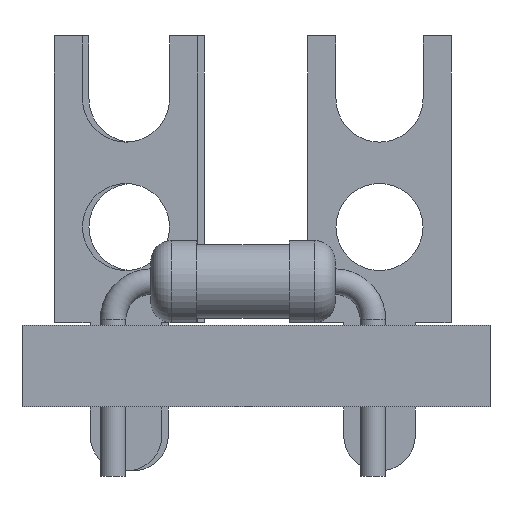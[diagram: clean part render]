
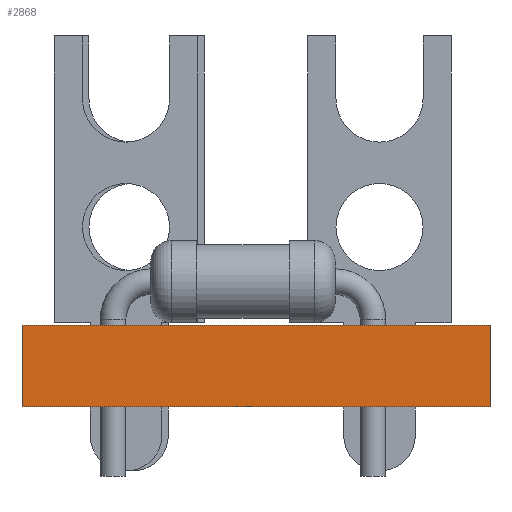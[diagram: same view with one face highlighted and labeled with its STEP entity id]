
A CAD part, front view. The second image highlights one B-rep face of the part: STEP entity #2868.
In plain terms, the highlighted planar face has unit normal (0, -1, 0).
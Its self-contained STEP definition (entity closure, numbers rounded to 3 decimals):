
#2687 = PLANE('',#2688);
#2688 = AXIS2_PLACEMENT_3D('',#2689,#2690,#2691);
#2689 = CARTESIAN_POINT('',(138.176,-93.218,0.));
#2690 = DIRECTION('',(1.,0.,0.));
#2691 = DIRECTION('',(0.,-1.,0.));
#2712 = VERTEX_POINT('',#2713);
#2713 = CARTESIAN_POINT('',(138.176,-106.68,1.6));
#2727 = PLANE('',#2728);
#2728 = AXIS2_PLACEMENT_3D('',#2729,#2730,#2731);
#2729 = CARTESIAN_POINT('',(142.748,-99.949,1.6));
#2730 = DIRECTION('',(0.,0.,1.));
#2731 = DIRECTION('',(1.,0.,0.));
#2739 = EDGE_CURVE('',#2740,#2712,#2742,.T.);
#2740 = VERTEX_POINT('',#2741);
#2741 = CARTESIAN_POINT('',(138.176,-106.68,0.));
#2742 = SURFACE_CURVE('',#2743,(#2747,#2754),.PCURVE_S1.);
#2743 = LINE('',#2744,#2745);
#2744 = CARTESIAN_POINT('',(138.176,-106.68,0.));
#2745 = VECTOR('',#2746,1.);
#2746 = DIRECTION('',(0.,0.,1.));
#2747 = PCURVE('',#2687,#2748);
#2748 = DEFINITIONAL_REPRESENTATION('',(#2749),#2753);
#2749 = LINE('',#2750,#2751);
#2750 = CARTESIAN_POINT('',(13.462,0.));
#2751 = VECTOR('',#2752,1.);
#2752 = DIRECTION('',(0.,-1.));
#2753 = ( GEOMETRIC_REPRESENTATION_CONTEXT(2) 
PARAMETRIC_REPRESENTATION_CONTEXT() REPRESENTATION_CONTEXT('2D SPACE',''
  ) );
#2754 = PCURVE('',#2755,#2760);
#2755 = PLANE('',#2756);
#2756 = AXIS2_PLACEMENT_3D('',#2757,#2758,#2759);
#2757 = CARTESIAN_POINT('',(138.176,-106.68,0.));
#2758 = DIRECTION('',(0.,1.,0.));
#2759 = DIRECTION('',(1.,0.,0.));
#2760 = DEFINITIONAL_REPRESENTATION('',(#2761),#2765);
#2761 = LINE('',#2762,#2763);
#2762 = CARTESIAN_POINT('',(0.,0.));
#2763 = VECTOR('',#2764,1.);
#2764 = DIRECTION('',(0.,-1.));
#2765 = ( GEOMETRIC_REPRESENTATION_CONTEXT(2) 
PARAMETRIC_REPRESENTATION_CONTEXT() REPRESENTATION_CONTEXT('2D SPACE',''
  ) );
#2781 = PLANE('',#2782);
#2782 = AXIS2_PLACEMENT_3D('',#2783,#2784,#2785);
#2783 = CARTESIAN_POINT('',(142.748,-99.949,0.));
#2784 = DIRECTION('',(0.,0.,1.));
#2785 = DIRECTION('',(1.,0.,0.));
#2814 = PLANE('',#2815);
#2815 = AXIS2_PLACEMENT_3D('',#2816,#2817,#2818);
#2816 = CARTESIAN_POINT('',(147.32,-106.68,0.));
#2817 = DIRECTION('',(-1.,0.,0.));
#2818 = DIRECTION('',(0.,1.,0.));
#2868 = ADVANCED_FACE('',(#2869),#2755,.F.);
#2869 = FACE_BOUND('',#2870,.F.);
#2870 = EDGE_LOOP('',(#2871,#2872,#2895,#2918));
#2871 = ORIENTED_EDGE('',*,*,#2739,.T.);
#2872 = ORIENTED_EDGE('',*,*,#2873,.T.);
#2873 = EDGE_CURVE('',#2712,#2874,#2876,.T.);
#2874 = VERTEX_POINT('',#2875);
#2875 = CARTESIAN_POINT('',(147.32,-106.68,1.6));
#2876 = SURFACE_CURVE('',#2877,(#2881,#2888),.PCURVE_S1.);
#2877 = LINE('',#2878,#2879);
#2878 = CARTESIAN_POINT('',(138.176,-106.68,1.6));
#2879 = VECTOR('',#2880,1.);
#2880 = DIRECTION('',(1.,0.,0.));
#2881 = PCURVE('',#2755,#2882);
#2882 = DEFINITIONAL_REPRESENTATION('',(#2883),#2887);
#2883 = LINE('',#2884,#2885);
#2884 = CARTESIAN_POINT('',(0.,-1.6));
#2885 = VECTOR('',#2886,1.);
#2886 = DIRECTION('',(1.,0.));
#2887 = ( GEOMETRIC_REPRESENTATION_CONTEXT(2) 
PARAMETRIC_REPRESENTATION_CONTEXT() REPRESENTATION_CONTEXT('2D SPACE',''
  ) );
#2888 = PCURVE('',#2727,#2889);
#2889 = DEFINITIONAL_REPRESENTATION('',(#2890),#2894);
#2890 = LINE('',#2891,#2892);
#2891 = CARTESIAN_POINT('',(-4.572,-6.731));
#2892 = VECTOR('',#2893,1.);
#2893 = DIRECTION('',(1.,0.));
#2894 = ( GEOMETRIC_REPRESENTATION_CONTEXT(2) 
PARAMETRIC_REPRESENTATION_CONTEXT() REPRESENTATION_CONTEXT('2D SPACE',''
  ) );
#2895 = ORIENTED_EDGE('',*,*,#2896,.F.);
#2896 = EDGE_CURVE('',#2897,#2874,#2899,.T.);
#2897 = VERTEX_POINT('',#2898);
#2898 = CARTESIAN_POINT('',(147.32,-106.68,0.));
#2899 = SURFACE_CURVE('',#2900,(#2904,#2911),.PCURVE_S1.);
#2900 = LINE('',#2901,#2902);
#2901 = CARTESIAN_POINT('',(147.32,-106.68,0.));
#2902 = VECTOR('',#2903,1.);
#2903 = DIRECTION('',(0.,0.,1.));
#2904 = PCURVE('',#2755,#2905);
#2905 = DEFINITIONAL_REPRESENTATION('',(#2906),#2910);
#2906 = LINE('',#2907,#2908);
#2907 = CARTESIAN_POINT('',(9.144,0.));
#2908 = VECTOR('',#2909,1.);
#2909 = DIRECTION('',(0.,-1.));
#2910 = ( GEOMETRIC_REPRESENTATION_CONTEXT(2) 
PARAMETRIC_REPRESENTATION_CONTEXT() REPRESENTATION_CONTEXT('2D SPACE',''
  ) );
#2911 = PCURVE('',#2814,#2912);
#2912 = DEFINITIONAL_REPRESENTATION('',(#2913),#2917);
#2913 = LINE('',#2914,#2915);
#2914 = CARTESIAN_POINT('',(0.,0.));
#2915 = VECTOR('',#2916,1.);
#2916 = DIRECTION('',(0.,-1.));
#2917 = ( GEOMETRIC_REPRESENTATION_CONTEXT(2) 
PARAMETRIC_REPRESENTATION_CONTEXT() REPRESENTATION_CONTEXT('2D SPACE',''
  ) );
#2918 = ORIENTED_EDGE('',*,*,#2919,.F.);
#2919 = EDGE_CURVE('',#2740,#2897,#2920,.T.);
#2920 = SURFACE_CURVE('',#2921,(#2925,#2932),.PCURVE_S1.);
#2921 = LINE('',#2922,#2923);
#2922 = CARTESIAN_POINT('',(138.176,-106.68,0.));
#2923 = VECTOR('',#2924,1.);
#2924 = DIRECTION('',(1.,0.,0.));
#2925 = PCURVE('',#2755,#2926);
#2926 = DEFINITIONAL_REPRESENTATION('',(#2927),#2931);
#2927 = LINE('',#2928,#2929);
#2928 = CARTESIAN_POINT('',(0.,0.));
#2929 = VECTOR('',#2930,1.);
#2930 = DIRECTION('',(1.,0.));
#2931 = ( GEOMETRIC_REPRESENTATION_CONTEXT(2) 
PARAMETRIC_REPRESENTATION_CONTEXT() REPRESENTATION_CONTEXT('2D SPACE',''
  ) );
#2932 = PCURVE('',#2781,#2933);
#2933 = DEFINITIONAL_REPRESENTATION('',(#2934),#2938);
#2934 = LINE('',#2935,#2936);
#2935 = CARTESIAN_POINT('',(-4.572,-6.731));
#2936 = VECTOR('',#2937,1.);
#2937 = DIRECTION('',(1.,0.));
#2938 = ( GEOMETRIC_REPRESENTATION_CONTEXT(2) 
PARAMETRIC_REPRESENTATION_CONTEXT() REPRESENTATION_CONTEXT('2D SPACE',''
  ) );
